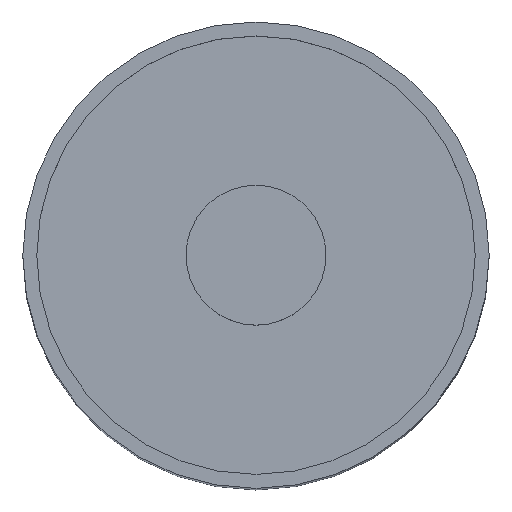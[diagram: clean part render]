
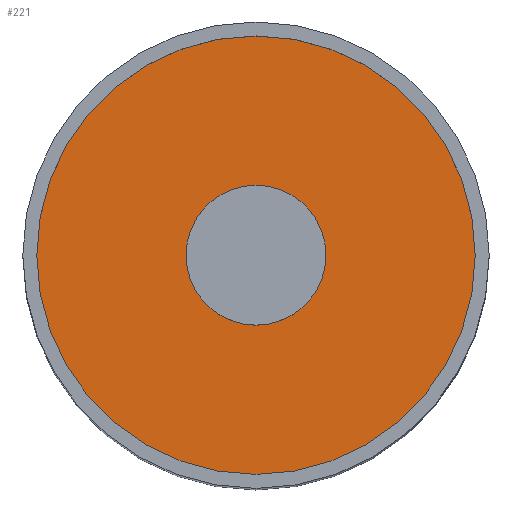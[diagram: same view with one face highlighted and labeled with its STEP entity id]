
A CAD part, top view. The second image highlights one B-rep face of the part: STEP entity #221.
In plain terms, the highlighted planar face has unit normal (0, 0, 1).
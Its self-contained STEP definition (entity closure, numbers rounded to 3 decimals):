
#1 = DIRECTION ( 'NONE',  ( 0., 0., 1. ) ) ;
#9 = EDGE_CURVE ( 'NONE', #104, #92, #146, .T. ) ;
#10 = AXIS2_PLACEMENT_3D ( 'NONE', #114, #294, #207 ) ;
#14 = CARTESIAN_POINT ( 'NONE',  ( 0., 0., 19.2 ) ) ;
#38 = VERTEX_POINT ( 'NONE', #100 ) ;
#45 = ORIENTED_EDGE ( 'NONE', *, *, #86, .T. ) ;
#49 = EDGE_LOOP ( 'NONE', ( #273, #88 ) ) ;
#51 = DIRECTION ( 'NONE',  ( 1., 0., 0. ) ) ;
#61 = FACE_BOUND ( 'NONE', #49, .T. ) ;
#62 = CIRCLE ( 'NONE', #251, 1.5 ) ;
#63 = CARTESIAN_POINT ( 'NONE',  ( -1.5, 0., 19.2 ) ) ;
#69 = CARTESIAN_POINT ( 'NONE',  ( 0., 0., 19.2 ) ) ;
#86 = EDGE_CURVE ( 'NONE', #38, #269, #292, .T. ) ;
#88 = ORIENTED_EDGE ( 'NONE', *, *, #177, .F. ) ;
#92 = VERTEX_POINT ( 'NONE', #63 ) ;
#93 = EDGE_CURVE ( 'NONE', #269, #38, #192, .T. ) ;
#99 = CARTESIAN_POINT ( 'NONE',  ( -4.7, 0., 19.2 ) ) ;
#100 = CARTESIAN_POINT ( 'NONE',  ( 4.7, 0., 19.2 ) ) ;
#104 = VERTEX_POINT ( 'NONE', #181 ) ;
#110 = DIRECTION ( 'NONE',  ( 0., 0., 1. ) ) ;
#114 = CARTESIAN_POINT ( 'NONE',  ( 0., 0., 19.2 ) ) ;
#119 = PLANE ( 'NONE',  #198 ) ;
#134 = DIRECTION ( 'NONE',  ( 0., 0., 1. ) ) ;
#141 = AXIS2_PLACEMENT_3D ( 'NONE', #220, #219, #51 ) ;
#146 = CIRCLE ( 'NONE', #141, 1.5 ) ;
#148 = CARTESIAN_POINT ( 'NONE',  ( 0., 0., 19.2 ) ) ;
#169 = DIRECTION ( 'NONE',  ( 1., 0., 0. ) ) ;
#177 = EDGE_CURVE ( 'NONE', #92, #104, #62, .T. ) ;
#181 = CARTESIAN_POINT ( 'NONE',  ( 1.5, 0., 19.2 ) ) ;
#192 = CIRCLE ( 'NONE', #10, 4.7 ) ;
#198 = AXIS2_PLACEMENT_3D ( 'NONE', #148, #1, #169 ) ;
#202 = DIRECTION ( 'NONE',  ( 1., 0., 0. ) ) ;
#205 = FACE_OUTER_BOUND ( 'NONE', #258, .T. ) ;
#207 = DIRECTION ( 'NONE',  ( 1., 0., 0. ) ) ;
#219 = DIRECTION ( 'NONE',  ( 0., 0., 1. ) ) ;
#220 = CARTESIAN_POINT ( 'NONE',  ( 0., 0., 19.2 ) ) ;
#221 = ADVANCED_FACE ( 'NONE', ( #61, #205 ), #119, .T. ) ;
#223 = AXIS2_PLACEMENT_3D ( 'NONE', #14, #134, #247 ) ;
#247 = DIRECTION ( 'NONE',  ( 1., 0., 0. ) ) ;
#251 = AXIS2_PLACEMENT_3D ( 'NONE', #69, #110, #202 ) ;
#258 = EDGE_LOOP ( 'NONE', ( #45, #277 ) ) ;
#269 = VERTEX_POINT ( 'NONE', #99 ) ;
#273 = ORIENTED_EDGE ( 'NONE', *, *, #9, .F. ) ;
#277 = ORIENTED_EDGE ( 'NONE', *, *, #93, .T. ) ;
#292 = CIRCLE ( 'NONE', #223, 4.7 ) ;
#294 = DIRECTION ( 'NONE',  ( 0., 0., 1. ) ) ;
